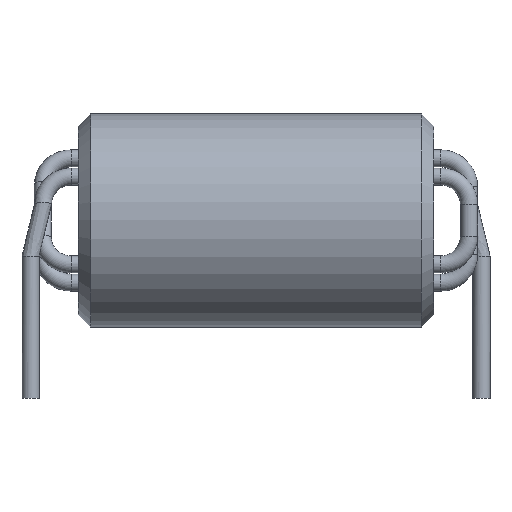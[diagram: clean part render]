
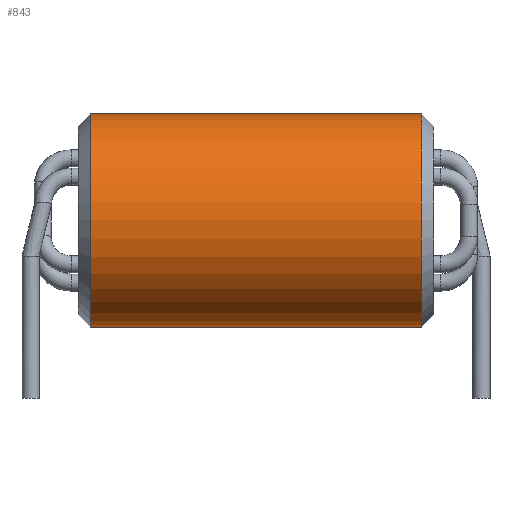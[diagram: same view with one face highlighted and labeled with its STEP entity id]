
A CAD part, front view. The second image highlights one B-rep face of the part: STEP entity #843.
In plain terms, the highlighted cylindrical face has radius 3 mm (diameter 6 mm), a full revolution.
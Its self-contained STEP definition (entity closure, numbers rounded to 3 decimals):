
#45=CYLINDRICAL_SURFACE('',#974,3.);
#82=FACE_OUTER_BOUND('',#124,.T.);
#124=EDGE_LOOP('',(#620,#621,#622,#623,#624,#625));
#165=LINE('',#1499,#187);
#187=VECTOR('',#1181,3.);
#201=CIRCLE('',#934,3.);
#202=CIRCLE('',#935,3.);
#221=CIRCLE('',#957,3.);
#222=CIRCLE('',#958,3.);
#316=VERTEX_POINT('',#1418);
#317=VERTEX_POINT('',#1419);
#336=VERTEX_POINT('',#1463);
#337=VERTEX_POINT('',#1464);
#421=EDGE_CURVE('',#316,#317,#201,.T.);
#422=EDGE_CURVE('',#317,#316,#202,.T.);
#443=EDGE_CURVE('',#336,#337,#221,.F.);
#445=EDGE_CURVE('',#337,#336,#222,.F.);
#461=EDGE_CURVE('',#317,#337,#165,.T.);
#620=ORIENTED_EDGE('',*,*,#421,.T.);
#621=ORIENTED_EDGE('',*,*,#461,.T.);
#622=ORIENTED_EDGE('',*,*,#445,.T.);
#623=ORIENTED_EDGE('',*,*,#443,.T.);
#624=ORIENTED_EDGE('',*,*,#461,.F.);
#625=ORIENTED_EDGE('',*,*,#422,.T.);
#843=ADVANCED_FACE('',(#82),#45,.T.);
#934=AXIS2_PLACEMENT_3D('',#1420,#1091,#1092);
#935=AXIS2_PLACEMENT_3D('',#1421,#1093,#1094);
#957=AXIS2_PLACEMENT_3D('',#1465,#1139,#1140);
#958=AXIS2_PLACEMENT_3D('',#1467,#1142,#1143);
#974=AXIS2_PLACEMENT_3D('',#1498,#1179,#1180);
#1091=DIRECTION('center_axis',(-1.,0.,0.));
#1092=DIRECTION('ref_axis',(0.,0.,1.));
#1093=DIRECTION('center_axis',(-1.,0.,0.));
#1094=DIRECTION('ref_axis',(0.,0.,1.));
#1139=DIRECTION('center_axis',(-1.,0.,0.));
#1140=DIRECTION('ref_axis',(0.,0.,1.));
#1142=DIRECTION('center_axis',(-1.,0.,0.));
#1143=DIRECTION('ref_axis',(0.,0.,1.));
#1179=DIRECTION('center_axis',(1.,0.,0.));
#1180=DIRECTION('ref_axis',(0.,0.,1.));
#1181=DIRECTION('',(-1.,0.,0.));
#1418=CARTESIAN_POINT('',(4.65,0.,6.));
#1419=CARTESIAN_POINT('',(4.65,0.,0.));
#1420=CARTESIAN_POINT('Origin',(4.65,0.,3.));
#1421=CARTESIAN_POINT('Origin',(4.65,0.,3.));
#1463=CARTESIAN_POINT('',(-4.65,0.,6.));
#1464=CARTESIAN_POINT('',(-4.65,0.,0.));
#1465=CARTESIAN_POINT('Origin',(-4.65,0.,3.));
#1467=CARTESIAN_POINT('Origin',(-4.65,0.,3.));
#1498=CARTESIAN_POINT('Origin',(5.,0.,3.));
#1499=CARTESIAN_POINT('',(5.,0.,0.));
